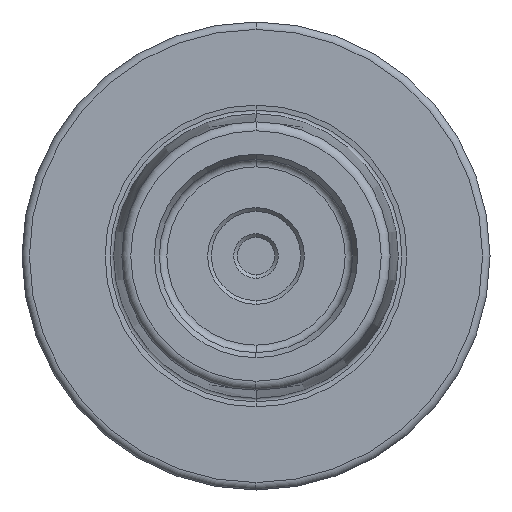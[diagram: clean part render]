
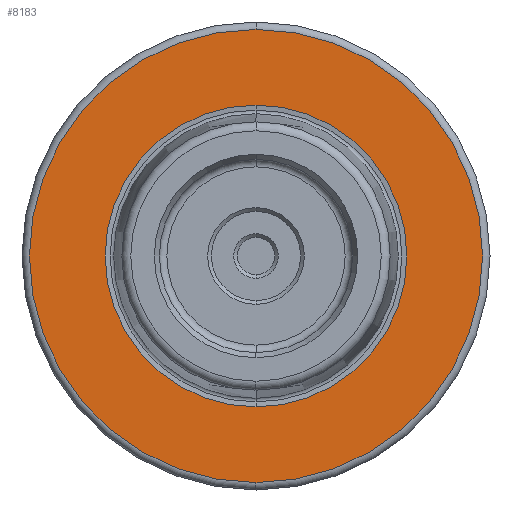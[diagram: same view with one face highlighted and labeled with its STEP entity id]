
A CAD part, left-side view. The second image highlights one B-rep face of the part: STEP entity #8183.
In plain terms, the highlighted planar face has unit normal (-1, 0, 0).
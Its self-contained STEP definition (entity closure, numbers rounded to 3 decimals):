
#86 = ORIENTED_EDGE ( 'NONE', *, *, #24503, .T. ) ;
#91 = ORIENTED_EDGE ( 'NONE', *, *, #12307, .T. ) ;
#102 = ORIENTED_EDGE ( 'NONE', *, *, #2925, .T. ) ;
#166 = ORIENTED_EDGE ( 'NONE', *, *, #12606, .T. ) ;
#2657 = AXIS2_PLACEMENT_3D ( 'NONE', #11420, #11421, #11438 ) ;
#2849 = AXIS2_PLACEMENT_3D ( 'NONE', #13820, #13825, #13829 ) ;
#2925 = EDGE_CURVE ( 'NONE', #16865, #9696, #6915, .T. ) ;
#4627 = VERTEX_POINT ( 'NONE', #10087 ) ;
#4686 = VERTEX_POINT ( 'NONE', #10125 ) ;
#6915 = CIRCLE ( 'NONE', #2657, 20.308 ) ;
#7558 = FACE_BOUND ( 'NONE', #23947, .T. ) ;
#7597 = FACE_OUTER_BOUND ( 'NONE', #23921, .T. ) ;
#7877 = CARTESIAN_POINT ( 'NONE',  ( 0., 0., 20.308 ) ) ;
#8183 = ADVANCED_FACE ( 'NONE', ( #7597, #7558 ), #13801, .T. ) ;
#9696 = VERTEX_POINT ( 'NONE', #7877 ) ;
#10087 = CARTESIAN_POINT ( 'NONE',  ( 0., 0., 30.5 ) ) ;
#10125 = CARTESIAN_POINT ( 'NONE',  ( 0., 0., -30.5 ) ) ;
#10243 = AXIS2_PLACEMENT_3D ( 'NONE', #18741, #18742, #18753 ) ;
#10325 = AXIS2_PLACEMENT_3D ( 'NONE', #19021, #19031, #19037 ) ;
#10353 = AXIS2_PLACEMENT_3D ( 'NONE', #20624, #20602, #20594 ) ;
#11420 = CARTESIAN_POINT ( 'NONE',  ( 0., 0., 0. ) ) ;
#11421 = DIRECTION ( 'NONE',  ( 1., 0., 0. ) ) ;
#11438 = DIRECTION ( 'NONE',  ( 0., 0., -1. ) ) ;
#12307 = EDGE_CURVE ( 'NONE', #9696, #16865, #14776, .T. ) ;
#12606 = EDGE_CURVE ( 'NONE', #4686, #4627, #15119, .T. ) ;
#13801 = PLANE ( 'NONE',  #2849 ) ;
#13820 = CARTESIAN_POINT ( 'NONE',  ( 0., 20.308, 0. ) ) ;
#13825 = DIRECTION ( 'NONE',  ( -1., 0., 0. ) ) ;
#13829 = DIRECTION ( 'NONE',  ( 0., 0., 1. ) ) ;
#14776 = CIRCLE ( 'NONE', #10243, 20.308 ) ;
#15119 = CIRCLE ( 'NONE', #10325, 30.5 ) ;
#16865 = VERTEX_POINT ( 'NONE', #20250 ) ;
#18741 = CARTESIAN_POINT ( 'NONE',  ( 0., 0., 0. ) ) ;
#18742 = DIRECTION ( 'NONE',  ( 1., 0., 0. ) ) ;
#18753 = DIRECTION ( 'NONE',  ( 0., 0., -1. ) ) ;
#19021 = CARTESIAN_POINT ( 'NONE',  ( 0., 0., 0. ) ) ;
#19031 = DIRECTION ( 'NONE',  ( -1., 0., 0. ) ) ;
#19037 = DIRECTION ( 'NONE',  ( 0., 0., 1. ) ) ;
#20250 = CARTESIAN_POINT ( 'NONE',  ( 0., 0., -20.308 ) ) ;
#20594 = DIRECTION ( 'NONE',  ( 0., 0., 1. ) ) ;
#20602 = DIRECTION ( 'NONE',  ( -1., 0., 0. ) ) ;
#20624 = CARTESIAN_POINT ( 'NONE',  ( 0., 0., 0. ) ) ;
#21686 = CIRCLE ( 'NONE', #10353, 30.5 ) ;
#23921 = EDGE_LOOP ( 'NONE', ( #86, #166 ) ) ;
#23947 = EDGE_LOOP ( 'NONE', ( #91, #102 ) ) ;
#24503 = EDGE_CURVE ( 'NONE', #4627, #4686, #21686, .T. ) ;
